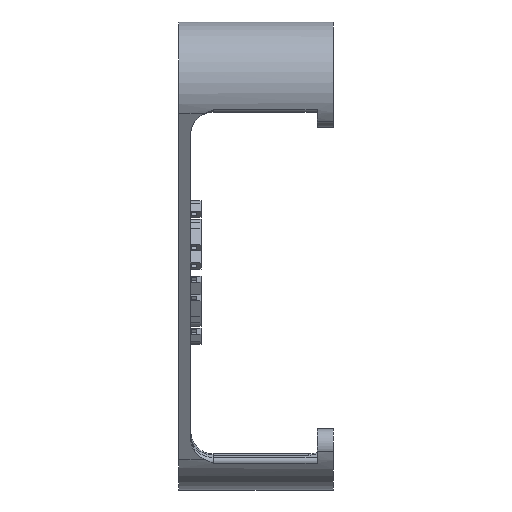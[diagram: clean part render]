
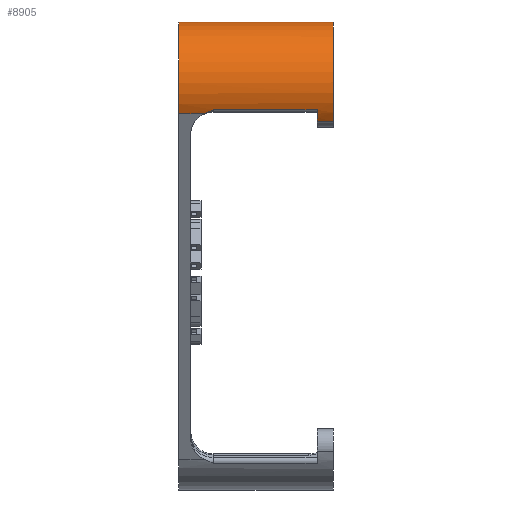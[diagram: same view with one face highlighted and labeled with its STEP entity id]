
A CAD part, left-side view. The second image highlights one B-rep face of the part: STEP entity #8905.
In plain terms, the highlighted cylindrical face has radius 30 mm (diameter 60 mm), a partial arc.
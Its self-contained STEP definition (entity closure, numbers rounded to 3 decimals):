
#58 = CARTESIAN_POINT ( 'NONE',  ( -100.181, -11., 86.526 ) ) ;
#308 = CARTESIAN_POINT ( 'NONE',  ( -100.038, -10.676, 86.536 ) ) ;
#582 = LINE ( 'NONE', #10649, #883 ) ;
#643 = DIRECTION ( 'NONE',  ( 0., -1., 0. ) ) ;
#650 = CARTESIAN_POINT ( 'NONE',  ( -125.024, -62., 43.497 ) ) ;
#754 = CARTESIAN_POINT ( 'NONE',  ( -98.038, -62., 56.603 ) ) ;
#872 = CARTESIAN_POINT ( 'NONE',  ( -98.038, 6., 86.603 ) ) ;
#883 = VECTOR ( 'NONE', #10775, 1000. ) ;
#931 = VERTEX_POINT ( 'NONE', #1411 ) ;
#1013 = CARTESIAN_POINT ( 'NONE',  ( -99.434, -9.316, 86.572 ) ) ;
#1072 = LINE ( 'NONE', #5090, #6892 ) ;
#1080 = CARTESIAN_POINT ( 'NONE',  ( -98.428, -7.326, 86.603 ) ) ;
#1132 = CARTESIAN_POINT ( 'NONE',  ( -124.736, -9.53, 42.915 ) ) ;
#1177 = VERTEX_POINT ( 'NONE', #872 ) ;
#1273 = CARTESIAN_POINT ( 'NONE',  ( -93.513, -62., 86.259 ) ) ;
#1350 = VECTOR ( 'NONE', #12603, 1000. ) ;
#1411 = CARTESIAN_POINT ( 'NONE',  ( -125.024, -11., 43.497 ) ) ;
#1475 = AXIS2_PLACEMENT_3D ( 'NONE', #8822, #8961, #7845 ) ;
#1823 = EDGE_CURVE ( 'NONE', #6972, #6567, #10207, .T. ) ;
#2116 = CARTESIAN_POINT ( 'NONE',  ( -121.459, 6., 37.855 ) ) ;
#2178 = CARTESIAN_POINT ( 'NONE',  ( -124.23, -7.376, 41.967 ) ) ;
#2547 = CARTESIAN_POINT ( 'NONE',  ( -98.038, -70., 56.603 ) ) ;
#2819 = EDGE_CURVE ( 'NONE', #1177, #6567, #3836, .T. ) ;
#2877 = CARTESIAN_POINT ( 'NONE',  ( -121.459, -62., 37.855 ) ) ;
#3039 = VERTEX_POINT ( 'NONE', #4972 ) ;
#3169 = LINE ( 'NONE', #2116, #7733 ) ;
#3400 = AXIS2_PLACEMENT_3D ( 'NONE', #2547, #643, #9599 ) ;
#3479 = VERTEX_POINT ( 'NONE', #1273 ) ;
#3582 = DIRECTION ( 'NONE',  ( 0., 0., -1. ) ) ;
#3802 = VECTOR ( 'NONE', #10622, 1000. ) ;
#3836 = LINE ( 'NONE', #6624, #3802 ) ;
#3876 = ORIENTED_EDGE ( 'NONE', *, *, #1823, .T. ) ;
#4025 = CARTESIAN_POINT ( 'NONE',  ( -98.038, -62., 56.603 ) ) ;
#4088 = AXIS2_PLACEMENT_3D ( 'NONE', #4025, #6153, #6225 ) ;
#4149 = CARTESIAN_POINT ( 'NONE',  ( -124.883, -10.266, 43.205 ) ) ;
#4262 = CARTESIAN_POINT ( 'NONE',  ( -100.134, -10.892, 86.529 ) ) ;
#4328 = ORIENTED_EDGE ( 'NONE', *, *, #10019, .T. ) ;
#4329 = CARTESIAN_POINT ( 'NONE',  ( -100.181, -11., 86.526 ) ) ;
#4357 = EDGE_CURVE ( 'NONE', #5040, #6972, #12911, .T. ) ;
#4427 = VERTEX_POINT ( 'NONE', #11547 ) ;
#4570 = LINE ( 'NONE', #9685, #11810 ) ;
#4972 = CARTESIAN_POINT ( 'NONE',  ( -121.459, -70., 37.855 ) ) ;
#5007 = EDGE_LOOP ( 'NONE', ( #6410, #7216, #8512, #8081, #11095, #5288, #5057, #6744, #4328, #10561, #3876, #11315, #12725 ) ) ;
#5033 = CARTESIAN_POINT ( 'NONE',  ( -98.038, -6.69, 86.603 ) ) ;
#5040 = VERTEX_POINT ( 'NONE', #58 ) ;
#5057 = ORIENTED_EDGE ( 'NONE', *, *, #7264, .T. ) ;
#5090 = CARTESIAN_POINT ( 'NONE',  ( -93.513, 6., 86.259 ) ) ;
#5123 = VERTEX_POINT ( 'NONE', #10206 ) ;
#5188 = DIRECTION ( 'NONE',  ( 0., 1., 0. ) ) ;
#5288 = ORIENTED_EDGE ( 'NONE', *, *, #12822, .F. ) ;
#5729 = EDGE_CURVE ( 'NONE', #6370, #9311, #10575, .T. ) ;
#5799 = FACE_OUTER_BOUND ( 'NONE', #5007, .T. ) ;
#5989 = AXIS2_PLACEMENT_3D ( 'NONE', #9124, #5188, #7295 ) ;
#6071 = CARTESIAN_POINT ( 'NONE',  ( -98.038, -6.69, 86.603 ) ) ;
#6153 = DIRECTION ( 'NONE',  ( 0., -1., 0. ) ) ;
#6225 = DIRECTION ( 'NONE',  ( 0., 0., -1. ) ) ;
#6279 = DIRECTION ( 'NONE',  ( 0., 1., 0. ) ) ;
#6370 = VERTEX_POINT ( 'NONE', #650 ) ;
#6410 = ORIENTED_EDGE ( 'NONE', *, *, #11496, .F. ) ;
#6415 = CIRCLE ( 'NONE', #4088, 30. ) ;
#6567 = VERTEX_POINT ( 'NONE', #6071 ) ;
#6624 = CARTESIAN_POINT ( 'NONE',  ( -98.038, 6., 86.603 ) ) ;
#6662 = CYLINDRICAL_SURFACE ( 'NONE', #1475, 30. ) ;
#6730 = B_SPLINE_CURVE_WITH_KNOTS ( 'NONE', 3,
 ( #9155, #2178, #7057, #1132, #4149, #10010 ),
 .UNSPECIFIED., .F., .F.,
 ( 4, 2, 4 ),
 ( 0., 0.002, 0.005 ),
 .UNSPECIFIED. ) ;
#6744 = ORIENTED_EDGE ( 'NONE', *, *, #12150, .T. ) ;
#6811 = CARTESIAN_POINT ( 'NONE',  ( -124.019, -6.69, 41.603 ) ) ;
#6892 = VECTOR ( 'NONE', #6279, 1000. ) ;
#6946 = CARTESIAN_POINT ( 'NONE',  ( -99.738, -9.995, 86.556 ) ) ;
#6972 = VERTEX_POINT ( 'NONE', #7475 ) ;
#7057 = CARTESIAN_POINT ( 'NONE',  ( -124.41, -8.085, 42.296 ) ) ;
#7191 = LINE ( 'NONE', #11193, #1350 ) ;
#7216 = ORIENTED_EDGE ( 'NONE', *, *, #9016, .T. ) ;
#7264 = EDGE_CURVE ( 'NONE', #5123, #3479, #1072, .T. ) ;
#7281 = EDGE_CURVE ( 'NONE', #9311, #3039, #3169, .T. ) ;
#7295 = DIRECTION ( 'NONE',  ( 0., 0., 1. ) ) ;
#7475 = CARTESIAN_POINT ( 'NONE',  ( -100.038, -10.676, 86.536 ) ) ;
#7733 = VECTOR ( 'NONE', #10152, 1000. ) ;
#7845 = DIRECTION ( 'NONE',  ( 0., 0., -1. ) ) ;
#8032 = CIRCLE ( 'NONE', #3400, 30. ) ;
#8081 = ORIENTED_EDGE ( 'NONE', *, *, #5729, .T. ) ;
#8475 = CARTESIAN_POINT ( 'NONE',  ( -100.086, -10.784, 86.533 ) ) ;
#8512 = ORIENTED_EDGE ( 'NONE', *, *, #12827, .T. ) ;
#8585 = DIRECTION ( 'NONE',  ( 0., 1., 0. ) ) ;
#8822 = CARTESIAN_POINT ( 'NONE',  ( -98.038, 6., 56.603 ) ) ;
#8905 = ADVANCED_FACE ( 'NONE', ( #5799 ), #6662, .T. ) ;
#8949 = CARTESIAN_POINT ( 'NONE',  ( -100.181, -62., 86.526 ) ) ;
#8961 = DIRECTION ( 'NONE',  ( 0., -1., 0. ) ) ;
#9016 = EDGE_CURVE ( 'NONE', #10100, #931, #6730, .T. ) ;
#9124 = CARTESIAN_POINT ( 'NONE',  ( -98.038, 6., 56.603 ) ) ;
#9155 = CARTESIAN_POINT ( 'NONE',  ( -124.019, -6.69, 41.603 ) ) ;
#9311 = VERTEX_POINT ( 'NONE', #2877 ) ;
#9599 = DIRECTION ( 'NONE',  ( 0., 0., -1. ) ) ;
#9641 = DIRECTION ( 'NONE',  ( 0., -1., 0. ) ) ;
#9685 = CARTESIAN_POINT ( 'NONE',  ( -100.181, 6., 86.526 ) ) ;
#10010 = CARTESIAN_POINT ( 'NONE',  ( -125.024, -11., 43.497 ) ) ;
#10019 = EDGE_CURVE ( 'NONE', #10341, #5040, #4570, .T. ) ;
#10100 = VERTEX_POINT ( 'NONE', #6811 ) ;
#10152 = DIRECTION ( 'NONE',  ( 0., -1., 0. ) ) ;
#10206 = CARTESIAN_POINT ( 'NONE',  ( -93.513, -70., 86.259 ) ) ;
#10207 = B_SPLINE_CURVE_WITH_KNOTS ( 'NONE', 3,
 ( #12306, #6946, #1013, #12048, #1080, #5033 ),
 .UNSPECIFIED., .F., .F.,
 ( 4, 2, 4 ),
 ( 0., 0.003, 0.005 ),
 .UNSPECIFIED. ) ;
#10341 = VERTEX_POINT ( 'NONE', #8949 ) ;
#10561 = ORIENTED_EDGE ( 'NONE', *, *, #4357, .T. ) ;
#10575 = CIRCLE ( 'NONE', #12660, 30. ) ;
#10622 = DIRECTION ( 'NONE',  ( 0., -1., 0. ) ) ;
#10649 = CARTESIAN_POINT ( 'NONE',  ( -125.024, 6., 43.497 ) ) ;
#10775 = DIRECTION ( 'NONE',  ( 0., -1., 0. ) ) ;
#10798 = CIRCLE ( 'NONE', #5989, 30. ) ;
#11095 = ORIENTED_EDGE ( 'NONE', *, *, #7281, .T. ) ;
#11193 = CARTESIAN_POINT ( 'NONE',  ( -124.019, 6., 41.603 ) ) ;
#11315 = ORIENTED_EDGE ( 'NONE', *, *, #2819, .F. ) ;
#11496 = EDGE_CURVE ( 'NONE', #10100, #4427, #7191, .T. ) ;
#11547 = CARTESIAN_POINT ( 'NONE',  ( -124.019, 6., 41.603 ) ) ;
#11730 = EDGE_CURVE ( 'NONE', #4427, #1177, #10798, .T. ) ;
#11810 = VECTOR ( 'NONE', #8585, 1000. ) ;
#12048 = CARTESIAN_POINT ( 'NONE',  ( -98.779, -7.981, 86.595 ) ) ;
#12150 = EDGE_CURVE ( 'NONE', #3479, #10341, #6415, .T. ) ;
#12306 = CARTESIAN_POINT ( 'NONE',  ( -100.038, -10.676, 86.536 ) ) ;
#12603 = DIRECTION ( 'NONE',  ( 0., 1., 0. ) ) ;
#12660 = AXIS2_PLACEMENT_3D ( 'NONE', #754, #9641, #3582 ) ;
#12725 = ORIENTED_EDGE ( 'NONE', *, *, #11730, .F. ) ;
#12822 = EDGE_CURVE ( 'NONE', #5123, #3039, #8032, .T. ) ;
#12827 = EDGE_CURVE ( 'NONE', #931, #6370, #582, .T. ) ;
#12911 = B_SPLINE_CURVE_WITH_KNOTS ( 'NONE', 3,
 ( #4329, #4262, #8475, #308 ),
 .UNSPECIFIED., .F., .F.,
 ( 4, 4 ),
 ( 0., 0. ),
 .UNSPECIFIED. ) ;
